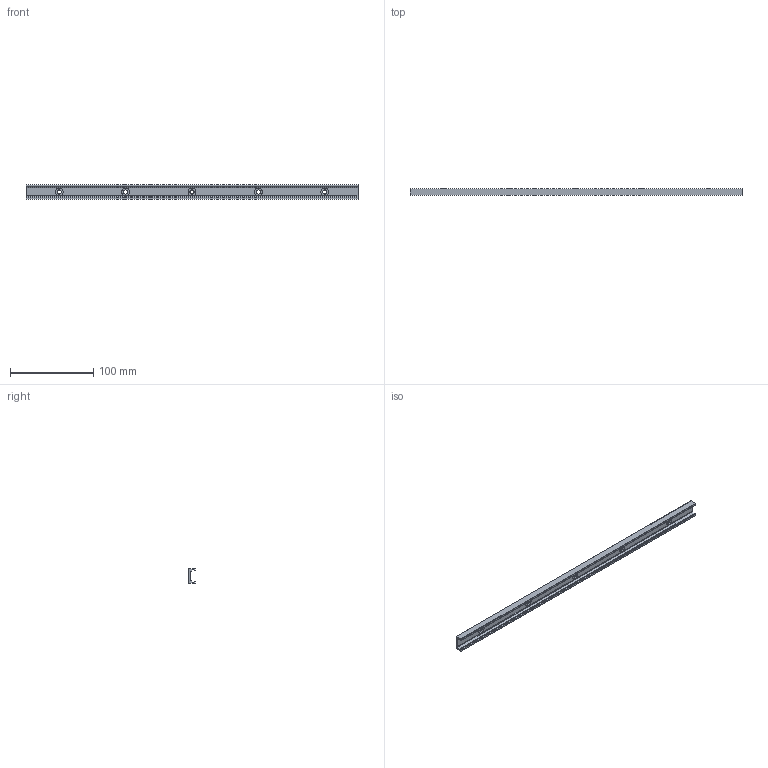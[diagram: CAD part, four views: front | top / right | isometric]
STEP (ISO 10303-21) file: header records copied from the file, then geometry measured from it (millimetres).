
FILE_DESCRIPTION((''),'2;1');
FILE_NAME('LCX 18-0400.C.stp','2016-04-28T07:35:32',('MRathmann'),(''),'Autodesk Inventor 2012','Autodesk Inventor 2012','');
FILE_SCHEMA(('CONFIG_CONTROL_DESIGN'));
Length unit declared in the file: millimetre
Products named in the file (1): LCX 18-0400.C
Bounding box: 400 x 8.25 x 18 mm (x, y, z)
Volume: 29076.5 mm3; surface area: 25401.3 mm2
Topology: 1 solids, 1 shells, 39 faces, 111 edges, 74 vertices
Faces by surface type: cylinder 21, plane 18
Full cylindrical faces by diameter (mm): 5 x5, 9.5 x5
Entity records: 1193 total; most frequent: DIRECTION 213, CARTESIAN_POINT 195, ORIENTED_EDGE 182, EDGE_CURVE 91, AXIS2_PLACEMENT_3D 82, VERTEX_POINT 64, EDGE_LOOP 59, VECTOR 49
